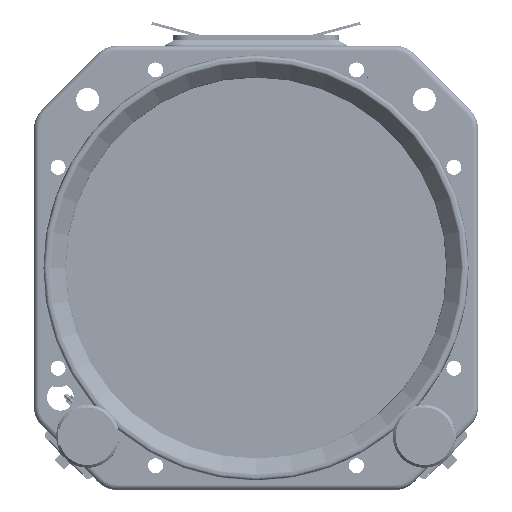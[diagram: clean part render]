
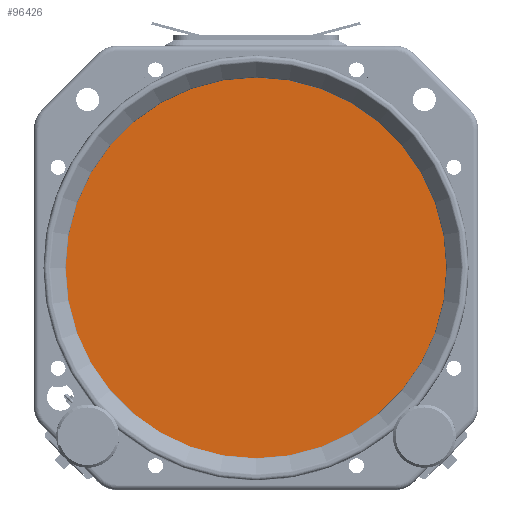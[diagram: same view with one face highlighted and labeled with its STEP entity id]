
A CAD part, front view. The second image highlights one B-rep face of the part: STEP entity #96426.
In plain terms, the highlighted planar face has unit normal (0, -1, 0).
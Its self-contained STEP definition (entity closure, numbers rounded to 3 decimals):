
#2888=PLANE('',#101977);
#7020=FACE_OUTER_BOUND('',#12247,.T.);
#12247=EDGE_LOOP('',(#66903,#66904,#66905,#66906,#66907,#66908,#66909,#66910,
#66911));
#17767=CIRCLE('',#101967,39.65);
#17769=CIRCLE('',#101973,39.65);
#19876=LINE('',#135917,#31461);
#19878=LINE('',#135922,#31463);
#19880=LINE('',#135931,#31465);
#19881=LINE('',#135933,#31466);
#19882=LINE('',#135936,#31467);
#19883=LINE('',#135938,#31468);
#19884=LINE('',#135939,#31469);
#31461=VECTOR('',#109446,10.);
#31463=VECTOR('',#109452,10.);
#31465=VECTOR('',#109464,10.);
#31466=VECTOR('',#109467,10.);
#31467=VECTOR('',#109470,10.);
#31468=VECTOR('',#109471,10.);
#31469=VECTOR('',#109472,10.);
#43050=VERTEX_POINT('',#135909);
#43051=VERTEX_POINT('',#135911);
#43052=VERTEX_POINT('',#135915);
#43053=VERTEX_POINT('',#135916);
#43054=VERTEX_POINT('',#135921);
#43055=VERTEX_POINT('',#135925);
#43056=VERTEX_POINT('',#135929);
#43057=VERTEX_POINT('',#135935);
#43058=VERTEX_POINT('',#135937);
#52430=EDGE_CURVE('',#43050,#43051,#17767,.T.);
#52432=EDGE_CURVE('',#43052,#43053,#19876,.T.);
#52435=EDGE_CURVE('',#43054,#43052,#19878,.T.);
#52438=EDGE_CURVE('',#43055,#43053,#17769,.T.);
#52440=EDGE_CURVE('',#43050,#43056,#19880,.T.);
#52441=EDGE_CURVE('',#43056,#43054,#19881,.T.);
#52442=EDGE_CURVE('',#43057,#43055,#19882,.T.);
#52443=EDGE_CURVE('',#43058,#43057,#19883,.T.);
#52444=EDGE_CURVE('',#43051,#43058,#19884,.T.);
#66903=ORIENTED_EDGE('',*,*,#52432,.T.);
#66904=ORIENTED_EDGE('',*,*,#52438,.F.);
#66905=ORIENTED_EDGE('',*,*,#52442,.F.);
#66906=ORIENTED_EDGE('',*,*,#52443,.F.);
#66907=ORIENTED_EDGE('',*,*,#52444,.F.);
#66908=ORIENTED_EDGE('',*,*,#52430,.F.);
#66909=ORIENTED_EDGE('',*,*,#52440,.T.);
#66910=ORIENTED_EDGE('',*,*,#52441,.T.);
#66911=ORIENTED_EDGE('',*,*,#52435,.T.);
#96426=ADVANCED_FACE('',(#7020),#2888,.F.);
#101967=AXIS2_PLACEMENT_3D('',#135912,#109441,#109442);
#101973=AXIS2_PLACEMENT_3D('',#135927,#109458,#109459);
#101977=AXIS2_PLACEMENT_3D('',#135934,#109468,#109469);
#109441=DIRECTION('center_axis',(0.,1.,0.));
#109442=DIRECTION('ref_axis',(-0.038,0.,
-0.999));
#109446=DIRECTION('',(-0.259,0.,0.966));
#109452=DIRECTION('',(-0.966,0.,-0.259));
#109458=DIRECTION('center_axis',(0.,1.,0.));
#109459=DIRECTION('ref_axis',(-0.038,0.,
-0.999));
#109464=DIRECTION('',(-0.259,0.,-0.966));
#109467=DIRECTION('',(-0.966,0.,0.259));
#109468=DIRECTION('center_axis',(0.,1.,0.));
#109469=DIRECTION('ref_axis',(-1.,0.,0.));
#109470=DIRECTION('',(0.,0.,1.));
#109471=DIRECTION('',(-1.,0.,0.));
#109472=DIRECTION('',(0.,0.,-1.));
#135909=CARTESIAN_POINT('',(14.949,-4.75,36.724));
#135911=CARTESIAN_POINT('',(1.5,-4.75,-39.622));
#135912=CARTESIAN_POINT('Origin',(0.,-4.75,0.));
#135915=CARTESIAN_POINT('',(-14.134,-4.75,33.681));
#135916=CARTESIAN_POINT('',(-14.949,-4.75,36.724));
#135917=CARTESIAN_POINT('',(-9.71,-4.75,17.171));
#135921=CARTESIAN_POINT('',(0.,-4.75,37.468));
#135922=CARTESIAN_POINT('',(0.761,-4.75,37.672));
#135925=CARTESIAN_POINT('',(-1.5,-4.75,-39.622));
#135927=CARTESIAN_POINT('Origin',(0.,-4.75,0.));
#135929=CARTESIAN_POINT('',(14.134,-4.75,33.681));
#135931=CARTESIAN_POINT('',(9.71,-4.75,17.171));
#135933=CARTESIAN_POINT('',(-0.761,-4.75,37.672));
#135934=CARTESIAN_POINT('Origin',(0.,-4.75,-0.908));
#135935=CARTESIAN_POINT('',(-1.5,-4.75,-41.466));
#135936=CARTESIAN_POINT('',(-1.5,-4.75,-41.466));
#135937=CARTESIAN_POINT('',(1.5,-4.75,-41.466));
#135938=CARTESIAN_POINT('',(1.5,-4.75,-41.466));
#135939=CARTESIAN_POINT('',(1.5,-4.75,-39.622));
